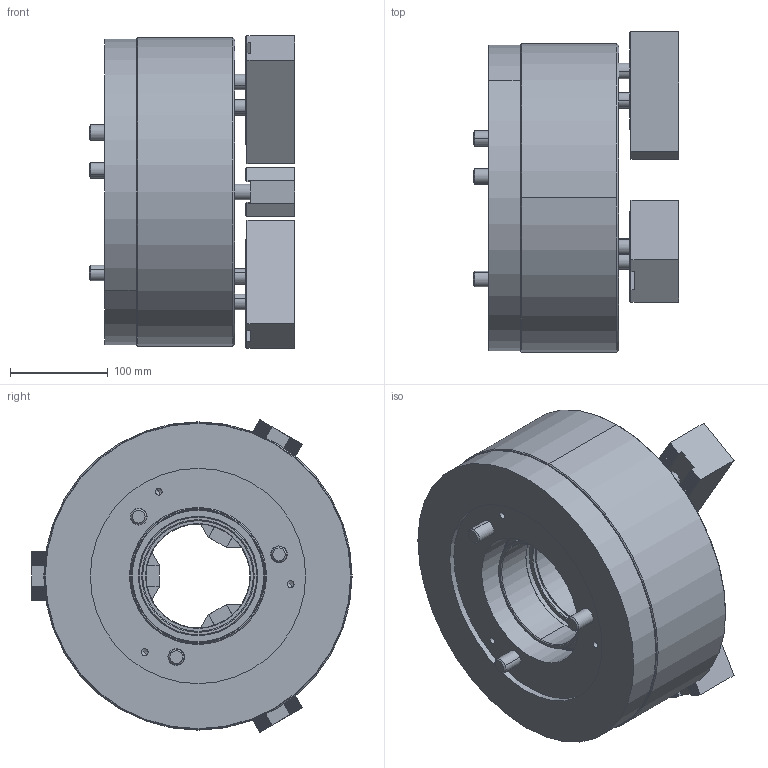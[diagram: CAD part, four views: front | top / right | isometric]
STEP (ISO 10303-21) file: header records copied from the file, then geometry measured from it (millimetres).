
FILE_DESCRIPTION (( 'STEP AP203' ), '1' );
FILE_NAME ('CF-3Q-12.STEP', '2020-11-02T01:16:44', ( '' ), ( '' ), 'SwSTEP 2.0', 'SolidWorks 2016', '' );
FILE_SCHEMA (( 'CONFIG_CONTROL_DESIGN' ));
Length unit declared in the file: millimetre
Products named in the file (10): CF-3Q-12-01000; CF-3Q-12; CF-3Q-12-02000; CF-3Q-12-06000; CF-3Q-12-07000; CF-3Q-12-10000; 圓頭內六角螺栓_M16x45; 圓頭內六角螺栓_M16x130; SJ-12H; 圓頭內六角螺栓_M20x90
Assembly tree (20 placements, depth 2):
  CF-3Q-12
    CF-3Q-12-01000
    CF-3Q-12-02000
    CF-3Q-12-06000
    CF-3Q-12-07000
    CF-3Q-12-10000
    圓頭內六角螺栓_M16x45  x6
    圓頭內六角螺栓_M16x130  x3
    SJ-12H  x3
    圓頭內六角螺栓_M20x90  x3
Bounding box: 210.25 x 327.22 x 318.97 mm (x, y, z)
Volume: 9535621.1 mm3; surface area: 828181 mm2
Topology: 20 solids, 20 shells, 2285 faces, 6349 edges, 4150 vertices
Faces by surface type: plane 1496, cylinder 586, cone 203
Entity records: 29969 total; most frequent: CARTESIAN_POINT 5827, ORIENTED_EDGE 4922, DIRECTION 4551, EDGE_CURVE 2461, VECTOR 1735, LINE 1735, VERTEX_POINT 1612, AXIS2_PLACEMENT_3D 1408
